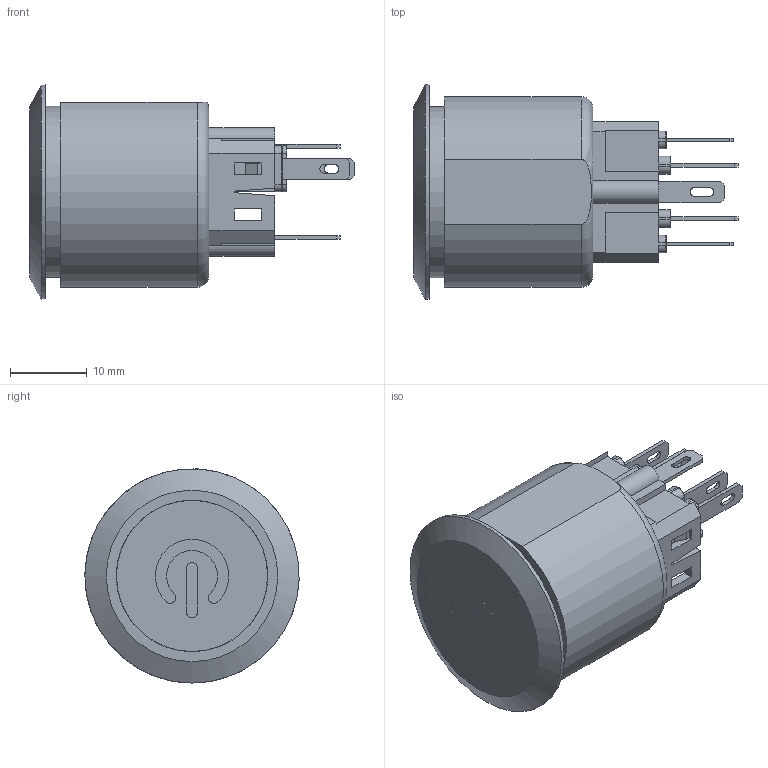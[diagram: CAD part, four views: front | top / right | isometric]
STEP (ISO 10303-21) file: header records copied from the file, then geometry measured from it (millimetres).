
FILE_DESCRIPTION((' '),'2;1');
FILE_NAME('PV8F2Y0xx-3xx-M11.stp','2017-08-01T08:35:38',(' '),(' '),' ','ACIS',' ');
FILE_SCHEMA(('CONFIG_CONTROL_DESIGN'));
Length unit declared in the file: inch
Products named in the file (1): PV8F2Y0xx-3xx-M11.stp
Bounding box: 42.4 x 27.99 x 27.98 mm (x, y, z)
Volume: 12336.9 mm3; surface area: 6950.2 mm2
Topology: 1 solids, 1 shells, 288 faces, 784 edges, 500 vertices
Faces by surface type: plane 207, cylinder 63, torus 17, cone 1
Full cylindrical faces by diameter (mm): 1.75 x1, 19.75 x1, 19.8 x1, 21 x1, 22.36 x1, 28 x1
Entity records: 9089 total; most frequent: CARTESIAN_POINT 1578, ORIENTED_EDGE 1548, DIRECTION 1509, EDGE_CURVE 774, VECTOR 615, LINE 615, VERTEX_POINT 497, AXIS2_PLACEMENT_3D 447
